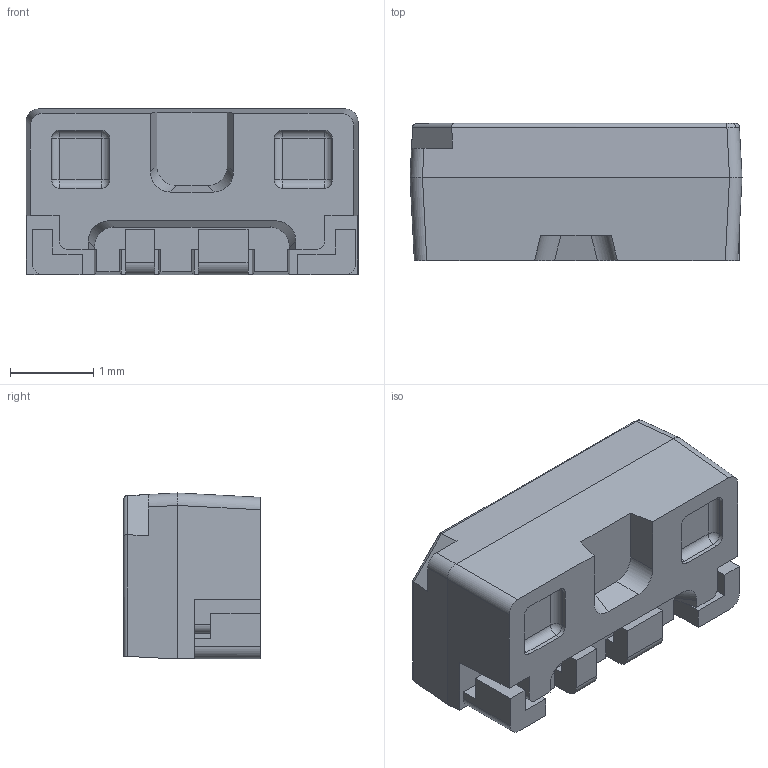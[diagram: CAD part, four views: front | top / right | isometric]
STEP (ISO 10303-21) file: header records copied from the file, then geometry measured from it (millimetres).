
FILE_DESCRIPTION (( 'STEP AP214' ), '1' );
FILE_NAME ('LED-SMD_L4.0-W1.7_WS2812B-4020-V1.STEP', '2025-03-16T14:48:33', ( '' ), ( '' ), 'SwSTEP 2.0', 'SolidWorks 2020', '' );
FILE_SCHEMA (( 'AUTOMOTIVE_DESIGN' ));
Length unit declared in the file: millimetre
Products named in the file (1): LED-SMD_L4.0-W1.7_WS2812B-4020-V1
Bounding box: 4 x 1.65 x 2 mm (x, y, z)
Volume: 11 mm3; surface area: 43.3 mm2
Topology: 1 solids, 1 shells, 367 faces, 989 edges, 638 vertices
Faces by surface type: plane 217, bspline 100, cylinder 42, sphere 8
Entity records: 15875 total; most frequent: CARTESIAN_POINT 3414, ORIENTED_EDGE 1962, DIRECTION 1331, EDGE_CURVE 981, VECTOR 701, LINE 701, VERTEX_POINT 638, EDGE_LOOP 389
